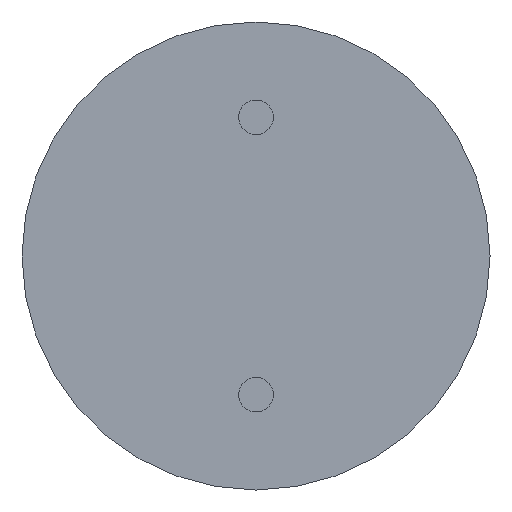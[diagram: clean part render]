
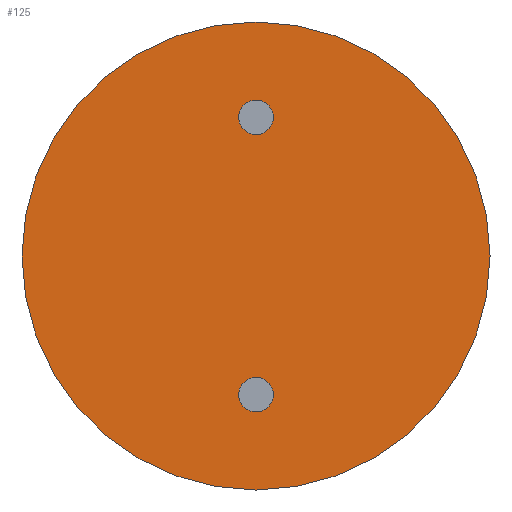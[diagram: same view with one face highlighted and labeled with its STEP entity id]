
A CAD part, front view. The second image highlights one B-rep face of the part: STEP entity #125.
In plain terms, the highlighted planar face has unit normal (0, -1, 0).
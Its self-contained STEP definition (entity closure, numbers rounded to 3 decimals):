
#19=PLANE('',#154);
#26=FACE_BOUND('',#56,.T.);
#27=FACE_BOUND('',#57,.T.);
#39=FACE_OUTER_BOUND('',#55,.T.);
#55=EDGE_LOOP('',(#105));
#56=EDGE_LOOP('',(#106));
#57=EDGE_LOOP('',(#107));
#62=CIRCLE('',#137,1.);
#64=CIRCLE('',#141,1.);
#70=CIRCLE('',#153,13.5);
#72=VERTEX_POINT('',#204);
#74=VERTEX_POINT('',#210);
#80=VERTEX_POINT('',#228);
#82=EDGE_CURVE('',#72,#72,#62,.T.);
#84=EDGE_CURVE('',#74,#74,#64,.T.);
#90=EDGE_CURVE('',#80,#80,#70,.T.);
#105=ORIENTED_EDGE('',*,*,#90,.T.);
#106=ORIENTED_EDGE('',*,*,#82,.T.);
#107=ORIENTED_EDGE('',*,*,#84,.T.);
#125=ADVANCED_FACE('',(#39,#26,#27),#19,.F.);
#137=AXIS2_PLACEMENT_3D('',#205,#162,#163);
#141=AXIS2_PLACEMENT_3D('',#211,#170,#171);
#153=AXIS2_PLACEMENT_3D('',#229,#194,#195);
#154=AXIS2_PLACEMENT_3D('',#230,#196,#197);
#162=DIRECTION('center_axis',(0.,1.,0.));
#163=DIRECTION('ref_axis',(-1.,0.,0.));
#170=DIRECTION('center_axis',(0.,1.,0.));
#171=DIRECTION('ref_axis',(-1.,0.,0.));
#194=DIRECTION('center_axis',(0.,-1.,0.));
#195=DIRECTION('ref_axis',(1.,0.,0.));
#196=DIRECTION('center_axis',(0.,1.,0.));
#197=DIRECTION('ref_axis',(0.,0.,1.));
#204=CARTESIAN_POINT('',(1.,0.,8.));
#205=CARTESIAN_POINT('Origin',(0.,0.,8.));
#210=CARTESIAN_POINT('',(1.,0.,-8.));
#211=CARTESIAN_POINT('Origin',(0.,0.,-8.));
#228=CARTESIAN_POINT('',(-13.5,0.,0.));
#229=CARTESIAN_POINT('Origin',(0.,0.,0.));
#230=CARTESIAN_POINT('Origin',(0.,0.,0.));
